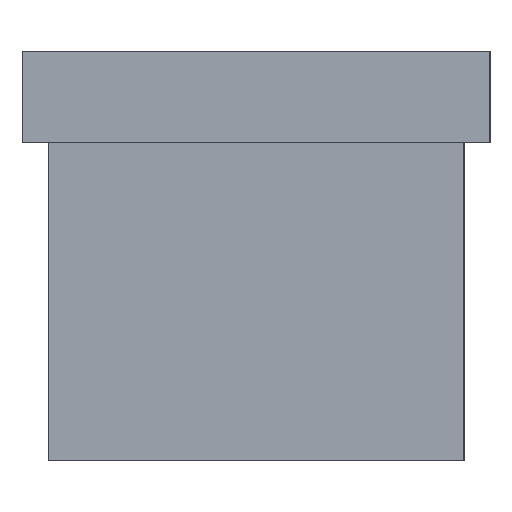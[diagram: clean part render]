
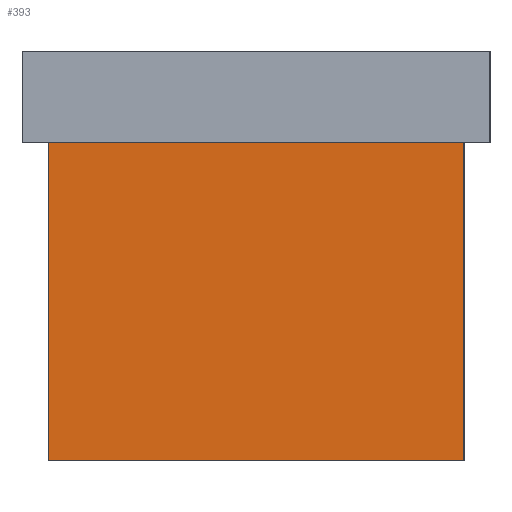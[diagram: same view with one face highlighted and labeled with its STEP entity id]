
A CAD part, left-side view. The second image highlights one B-rep face of the part: STEP entity #393.
In plain terms, the highlighted planar face has unit normal (-1, 0, 0).
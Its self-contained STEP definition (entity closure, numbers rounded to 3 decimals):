
#235=DIRECTION('',(0.,-1.,0.));
#236=VECTOR('',#235,40.);
#237=CARTESIAN_POINT('',(-42.5,20.,0.));
#238=LINE('',#237,#236);
#251=DIRECTION('',(0.,0.,1.));
#252=VECTOR('',#251,30.6);
#253=CARTESIAN_POINT('',(-42.5,20.,0.));
#254=LINE('',#253,#252);
#263=DIRECTION('',(0.,0.,1.));
#264=VECTOR('',#263,30.6);
#265=CARTESIAN_POINT('',(-42.5,-20.,0.));
#266=LINE('',#265,#264);
#267=DIRECTION('',(0.,-1.,0.));
#268=VECTOR('',#267,40.);
#269=CARTESIAN_POINT('',(-42.5,20.,30.6));
#270=LINE('',#269,#268);
#331=CARTESIAN_POINT('',(-42.5,20.,0.));
#332=CARTESIAN_POINT('',(-42.5,-20.,0.));
#333=VERTEX_POINT('',#331);
#334=VERTEX_POINT('',#332);
#339=CARTESIAN_POINT('',(-42.5,20.,30.6));
#340=CARTESIAN_POINT('',(-42.5,-20.,30.6));
#341=VERTEX_POINT('',#339);
#342=VERTEX_POINT('',#340);
#379=CARTESIAN_POINT('',(-42.5,20.,0.));
#380=DIRECTION('',(-1.,0.,0.));
#381=DIRECTION('',(0.,-1.,0.));
#382=AXIS2_PLACEMENT_3D('',#379,#380,#381);
#383=PLANE('',#382);
#384=ORIENTED_EDGE('',*,*,#368,.F.);
#386=ORIENTED_EDGE('',*,*,#385,.T.);
#388=ORIENTED_EDGE('',*,*,#387,.T.);
#390=ORIENTED_EDGE('',*,*,#389,.F.);
#391=EDGE_LOOP('',(#384,#386,#388,#390));
#392=FACE_OUTER_BOUND('',#391,.F.);
#368=EDGE_CURVE('',#333,#334,#238,.T.);
#385=EDGE_CURVE('',#333,#341,#254,.T.);
#387=EDGE_CURVE('',#341,#342,#270,.T.);
#389=EDGE_CURVE('',#334,#342,#266,.T.);
#393=ADVANCED_FACE('',(#392),#383,.T.);
